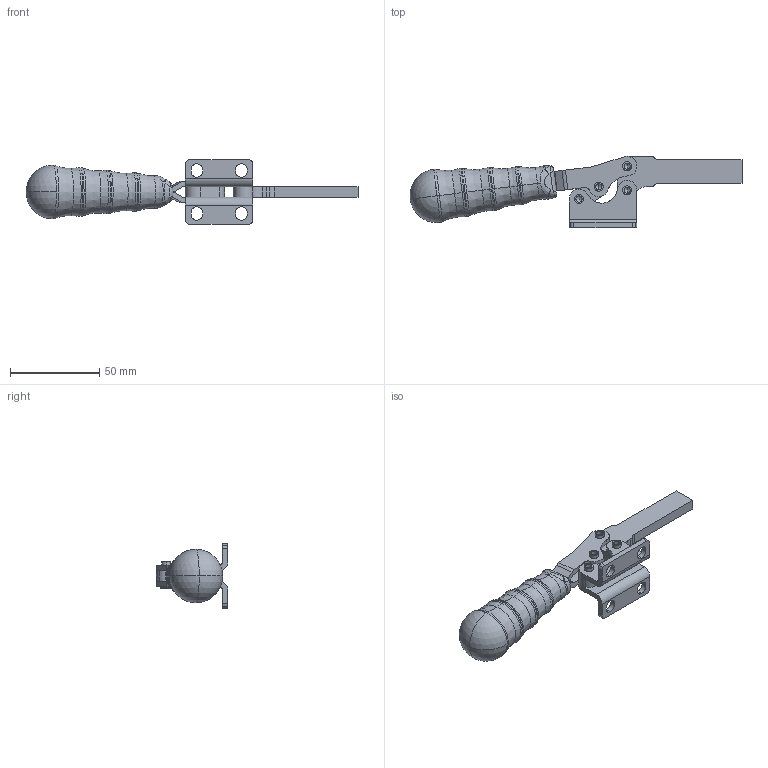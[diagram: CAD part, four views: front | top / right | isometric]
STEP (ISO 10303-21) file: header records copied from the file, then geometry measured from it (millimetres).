
FILE_DESCRIPTION((''),'2;1');
FILE_NAME('122F.0.stp','2005-09-27T15:27:28',('Kysilko'),(''),'Autodesk Inventor 8','Autodesk Inventor 8','');
FILE_SCHEMA(('AUTOMOTIVE_DESIGN { 1 0 10303 214 1 1 1 1 }'));
Length unit declared in the file: millimetre
Products named in the file (1): Part14
Bounding box: 186.43 x 39.96 x 36.21 mm (x, y, z)
Volume: 52433.5 mm3; surface area: 19641.5 mm2
Topology: 1 solids, 6 shells, 858 faces, 2321 edges, 1327 vertices
Faces by surface type: plane 338, cone 310, bspline 119, cylinder 73, sphere 10, torus 8
Entity records: 32679 total; most frequent: CARTESIAN_POINT 12393, ORIENTED_EDGE 4606, DIRECTION 4153, EDGE_CURVE 2303, AXIS2_PLACEMENT_3D 1716, VERTEX_POINT 1327, EDGE_LOOP 1032, CIRCLE 976
